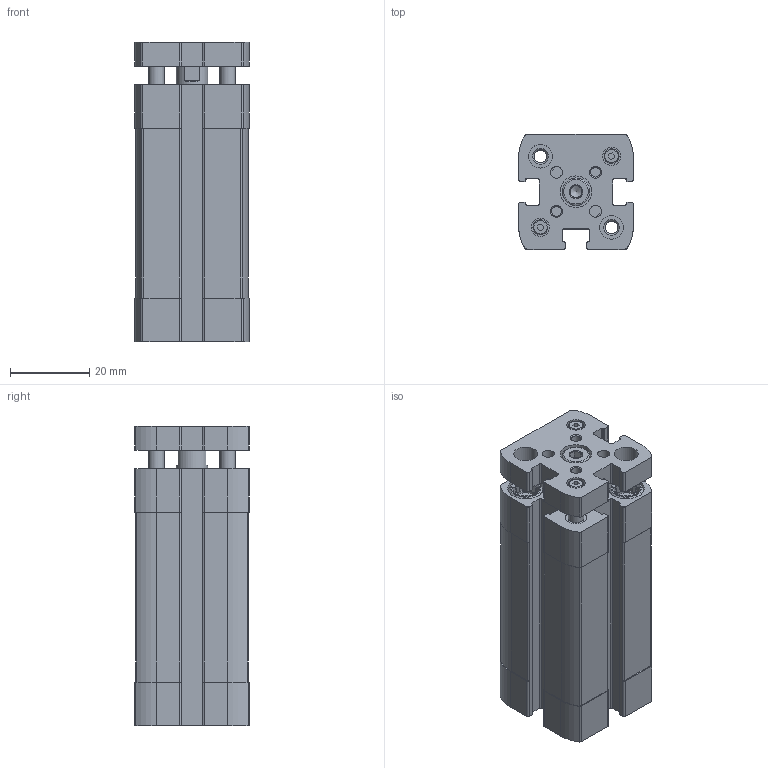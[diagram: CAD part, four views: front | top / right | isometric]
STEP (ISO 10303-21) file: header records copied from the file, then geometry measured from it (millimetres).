
FILE_DESCRIPTION(/* description */ ('STEP AP214'),/* implementation_level */ '2;1');
FILE_NAME(/* name */ '554217_ADNGF-16-30-P-A',/* time_stamp */ '2024-07-25T12:42:23+02:00',/* author */ ('License CC BY-ND 4.0'),/* organization */ ('CADENAS'),/* preprocessor_version */ 'ST-DEVELOPER v19.3',/* originating_system */ 'PARTsolutions',/* authorisation */ ' ');
FILE_SCHEMA (('AUTOMOTIVE_DESIGN {1 0 10303 214 3 1 1}'));
Length unit declared in the file: millimetre
Products named in the file (3): 554217 ADNGF-16-30-P-A---(0); 537124 ADNGF-16-30-P-A---(Z); 537124 ADNGF-16-30-P-A---(KS)
Assembly tree (2 placements, depth 2):
  554217 ADNGF-16-30-P-A---(0)
    537124 ADNGF-16-30-P-A---(Z)
    537124 ADNGF-16-30-P-A---(KS)
Bounding box: 29 x 29 x 75.7 mm (x, y, z)
Volume: 43324.7 mm3; surface area: 24036.3 mm2
Topology: 2 solids, 2 shells, 416 faces, 1080 edges, 711 vertices
Faces by surface type: plane 247, cylinder 140, cone 26, torus 3
Full cylindrical faces by diameter (mm): 2.459 x2, 3 x3, 3.242 x6, 3.8 x2, 4 x6, 4.134 x2, 4.6 x2, 5.5 x2, 6 x8, 7 x1, 8 x3, 8.5 x4, 9 x1, 9.2 x4, 16 x2
Entity records: 12467 total; most frequent: CARTESIAN_POINT 2424, DIRECTION 2044, ORIENTED_EDGE 1984, EDGE_CURVE 992, AXIS2_PLACEMENT_3D 735, VERTEX_POINT 701, LINE 574, VECTOR 574
